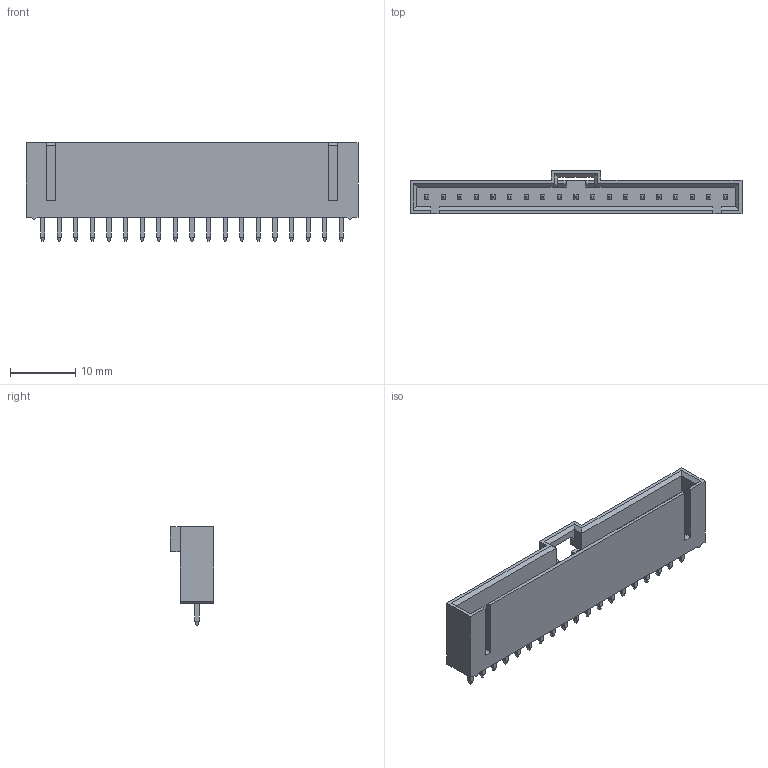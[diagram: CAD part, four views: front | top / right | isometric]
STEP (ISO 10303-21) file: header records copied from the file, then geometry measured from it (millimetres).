
FILE_DESCRIPTION((''),'2;1');
FILE_NAME('705430053','2017-02-22T',('ghp'),(''),'PRO/ENGINEER BY PARAMETRIC TECHNOLOGY CORPORATION, 2012310','PRO/ENGINEER BY PARAMETRIC TECHNOLOGY CORPORATION, 2012310','');
FILE_SCHEMA(('CONFIG_CONTROL_DESIGN'));
Length unit declared in the file: inch
Products named in the file (1): 705430053
Bounding box: 50.8 x 6.6 x 15.11 mm (x, y, z)
Volume: 1647.2 mm3; surface area: 3118.7 mm2
Topology: 1 solids, 1 shells, 399 faces, 959 edges, 598 vertices
Faces by surface type: plane 397, cylinder 2
Entity records: 11181 total; most frequent: CARTESIAN_POINT 1919, ORIENTED_EDGE 1842, DIRECTION 1801, EDGE_CURVE 921, VECTOR 917, LINE 917, VERTEX_POINT 560, AXIS2_PLACEMENT_3D 442
